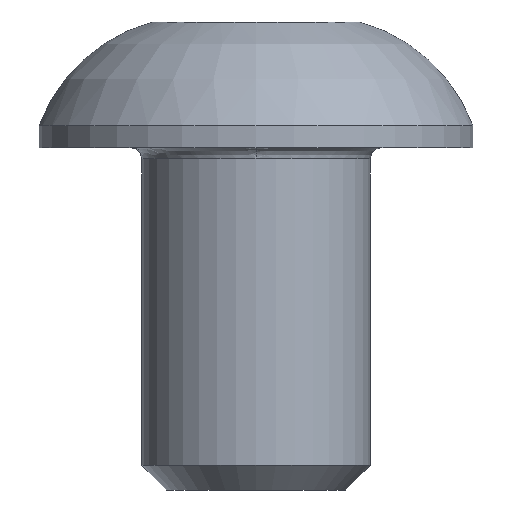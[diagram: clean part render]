
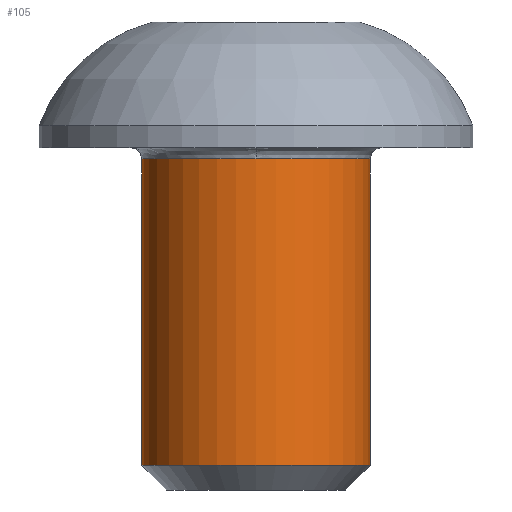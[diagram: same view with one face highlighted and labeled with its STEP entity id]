
A CAD part, front view. The second image highlights one B-rep face of the part: STEP entity #105.
In plain terms, the highlighted cylindrical face has radius 2 mm (diameter 4 mm), a partial arc.
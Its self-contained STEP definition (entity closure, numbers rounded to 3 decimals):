
#35 = CARTESIAN_POINT ( 'NONE',  ( 2., 0., -0.2 ) ) ;
#36 = AXIS2_PLACEMENT_3D ( 'NONE', #234, #352, #709 ) ;
#44 = EDGE_LOOP ( 'NONE', ( #570, #631, #640, #394, #85 ) ) ;
#47 = VECTOR ( 'NONE', #327, 1000. ) ;
#62 = VECTOR ( 'NONE', #240, 1000. ) ;
#64 = CARTESIAN_POINT ( 'NONE',  ( -2., 0., -0.2 ) ) ;
#74 = CYLINDRICAL_SURFACE ( 'NONE', #743, 2. ) ;
#85 = ORIENTED_EDGE ( 'NONE', *, *, #530, .T. ) ;
#88 = EDGE_CURVE ( 'NONE', #515, #563, #115, .T. ) ;
#93 = CARTESIAN_POINT ( 'NONE',  ( 0., 0., -0.2 ) ) ;
#105 = ADVANCED_FACE ( 'NONE', ( #757 ), #74, .T. ) ;
#106 = CIRCLE ( 'NONE', #365, 2. ) ;
#115 = CIRCLE ( 'NONE', #690, 2. ) ;
#139 = CARTESIAN_POINT ( 'NONE',  ( -2., 0., -5.571 ) ) ;
#143 = LINE ( 'NONE', #477, #62 ) ;
#156 = CARTESIAN_POINT ( 'NONE',  ( 2., 0., -5.571 ) ) ;
#159 = CARTESIAN_POINT ( 'NONE',  ( -2., 0., -2.885 ) ) ;
#168 = DIRECTION ( 'NONE',  ( 0., 0., 1. ) ) ;
#234 = CARTESIAN_POINT ( 'NONE',  ( 0., 0., -0.2 ) ) ;
#240 = DIRECTION ( 'NONE',  ( 0., 0., -1. ) ) ;
#299 = CIRCLE ( 'NONE', #36, 2. ) ;
#312 = EDGE_CURVE ( 'NONE', #563, #321, #299, .T. ) ;
#321 = VERTEX_POINT ( 'NONE', #64 ) ;
#327 = DIRECTION ( 'NONE',  ( 0., 0., -1. ) ) ;
#340 = EDGE_CURVE ( 'NONE', #515, #516, #143, .T. ) ;
#352 = DIRECTION ( 'NONE',  ( 0., 0., -1. ) ) ;
#365 = AXIS2_PLACEMENT_3D ( 'NONE', #388, #168, #689 ) ;
#373 = VERTEX_POINT ( 'NONE', #139 ) ;
#388 = CARTESIAN_POINT ( 'NONE',  ( 0., 0., -5.571 ) ) ;
#394 = ORIENTED_EDGE ( 'NONE', *, *, #554, .T. ) ;
#438 = DIRECTION ( 'NONE',  ( -1., 0., 0. ) ) ;
#477 = CARTESIAN_POINT ( 'NONE',  ( 2., 0., -2.885 ) ) ;
#498 = DIRECTION ( 'NONE',  ( -1., 0., 0. ) ) ;
#515 = VERTEX_POINT ( 'NONE', #35 ) ;
#516 = VERTEX_POINT ( 'NONE', #156 ) ;
#530 = EDGE_CURVE ( 'NONE', #373, #516, #106, .T. ) ;
#554 = EDGE_CURVE ( 'NONE', #321, #373, #644, .T. ) ;
#563 = VERTEX_POINT ( 'NONE', #564 ) ;
#564 = CARTESIAN_POINT ( 'NONE',  ( 0., -2., -0.2 ) ) ;
#565 = DIRECTION ( 'NONE',  ( 0., 0., -1. ) ) ;
#570 = ORIENTED_EDGE ( 'NONE', *, *, #340, .F. ) ;
#622 = DIRECTION ( 'NONE',  ( 0., 0., -1. ) ) ;
#631 = ORIENTED_EDGE ( 'NONE', *, *, #88, .T. ) ;
#640 = ORIENTED_EDGE ( 'NONE', *, *, #312, .T. ) ;
#644 = LINE ( 'NONE', #159, #47 ) ;
#678 = CARTESIAN_POINT ( 'NONE',  ( 0., 0., -2.885 ) ) ;
#689 = DIRECTION ( 'NONE',  ( -1., 0., 0. ) ) ;
#690 = AXIS2_PLACEMENT_3D ( 'NONE', #93, #622, #498 ) ;
#709 = DIRECTION ( 'NONE',  ( -1., 0., 0. ) ) ;
#743 = AXIS2_PLACEMENT_3D ( 'NONE', #678, #565, #438 ) ;
#757 = FACE_OUTER_BOUND ( 'NONE', #44, .T. ) ;
